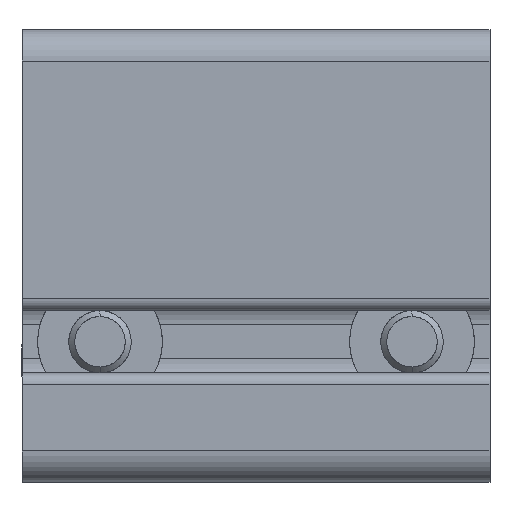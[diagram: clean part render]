
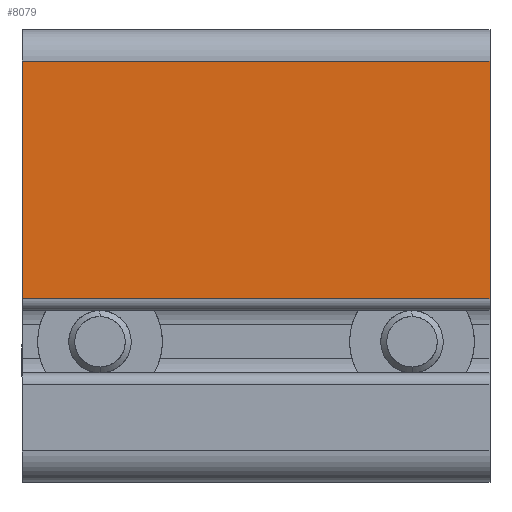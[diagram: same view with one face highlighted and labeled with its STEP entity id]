
A CAD part, left-side view. The second image highlights one B-rep face of the part: STEP entity #8079.
In plain terms, the highlighted planar face has unit normal (1, 0, 0).
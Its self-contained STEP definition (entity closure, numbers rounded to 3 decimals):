
#58 = CARTESIAN_POINT ( 'NONE',  ( 0., 0., 29. ) ) ;
#331 = VERTEX_POINT ( 'NONE', #8753 ) ;
#891 = AXIS2_PLACEMENT_3D ( 'NONE', #58, #12813, #2306 ) ;
#1077 = LINE ( 'NONE', #1899, #2155 ) ;
#1899 = CARTESIAN_POINT ( 'NONE',  ( 0., 0., 23.5 ) ) ;
#2155 = VECTOR ( 'NONE', #3022, 1000. ) ;
#2306 = DIRECTION ( 'NONE',  ( 0., 0., -1. ) ) ;
#2572 = EDGE_CURVE ( 'NONE', #9276, #3697, #8242, .T. ) ;
#3022 = DIRECTION ( 'NONE',  ( 0., 1., 0. ) ) ;
#3517 = LINE ( 'NONE', #10423, #12090 ) ;
#3604 = DIRECTION ( 'NONE',  ( 0., 0., -1. ) ) ;
#3697 = VERTEX_POINT ( 'NONE', #9187 ) ;
#3705 = VECTOR ( 'NONE', #11044, 1000. ) ;
#3812 = VERTEX_POINT ( 'NONE', #11959 ) ;
#4249 = CARTESIAN_POINT ( 'NONE',  ( 0., 30., 29. ) ) ;
#4738 = EDGE_CURVE ( 'NONE', #3697, #331, #9916, .T. ) ;
#5049 = ORIENTED_EDGE ( 'NONE', *, *, #14592, .T. ) ;
#5128 = VECTOR ( 'NONE', #7230, 1000. ) ;
#5782 = EDGE_LOOP ( 'NONE', ( #11937, #11566, #5049, #7942 ) ) ;
#6223 = FACE_OUTER_BOUND ( 'NONE', #5782, .T. ) ;
#6418 = CARTESIAN_POINT ( 'NONE',  ( 0., 30., 23.5 ) ) ;
#6946 = PLANE ( 'NONE',  #891 ) ;
#7230 = DIRECTION ( 'NONE',  ( 0., 0., 1. ) ) ;
#7942 = ORIENTED_EDGE ( 'NONE', *, *, #2572, .T. ) ;
#8079 = ADVANCED_FACE ( 'NONE', ( #6223 ), #6946, .T. ) ;
#8242 = LINE ( 'NONE', #4249, #5128 ) ;
#8753 = CARTESIAN_POINT ( 'NONE',  ( 0., -30., 54. ) ) ;
#9187 = CARTESIAN_POINT ( 'NONE',  ( 0., 30., 54. ) ) ;
#9276 = VERTEX_POINT ( 'NONE', #6418 ) ;
#9916 = LINE ( 'NONE', #13357, #3705 ) ;
#10423 = CARTESIAN_POINT ( 'NONE',  ( 0., -30., 29. ) ) ;
#11044 = DIRECTION ( 'NONE',  ( 0., -1., 0. ) ) ;
#11566 = ORIENTED_EDGE ( 'NONE', *, *, #13792, .T. ) ;
#11937 = ORIENTED_EDGE ( 'NONE', *, *, #4738, .T. ) ;
#11959 = CARTESIAN_POINT ( 'NONE',  ( 0., -30., 23.5 ) ) ;
#12090 = VECTOR ( 'NONE', #3604, 1000. ) ;
#12813 = DIRECTION ( 'NONE',  ( 1., 0., 0. ) ) ;
#13357 = CARTESIAN_POINT ( 'NONE',  ( 0., 0., 54. ) ) ;
#13792 = EDGE_CURVE ( 'NONE', #331, #3812, #3517, .T. ) ;
#14592 = EDGE_CURVE ( 'NONE', #3812, #9276, #1077, .T. ) ;
